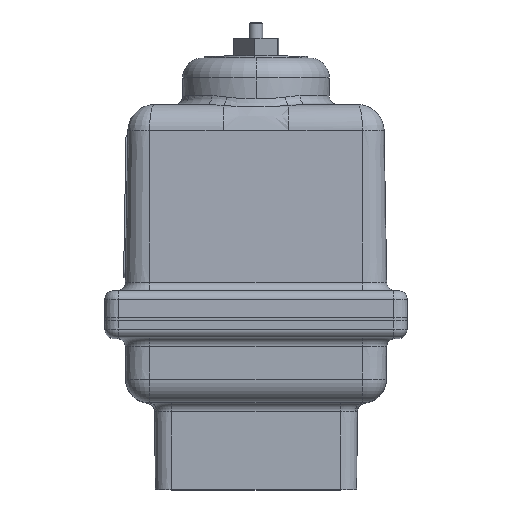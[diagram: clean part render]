
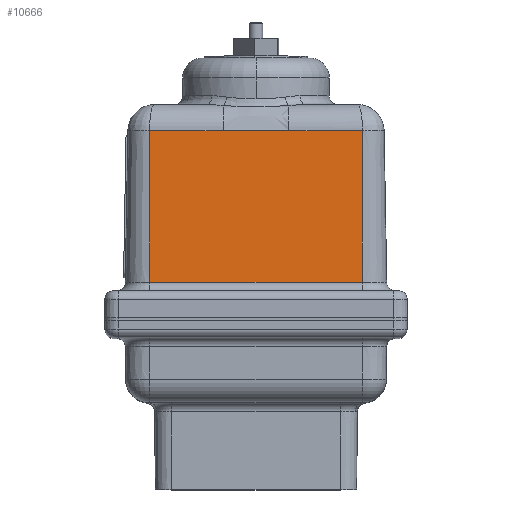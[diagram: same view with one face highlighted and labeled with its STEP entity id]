
A CAD part, top view. The second image highlights one B-rep face of the part: STEP entity #10666.
In plain terms, the highlighted planar face has unit normal (0, 0.018, 1).
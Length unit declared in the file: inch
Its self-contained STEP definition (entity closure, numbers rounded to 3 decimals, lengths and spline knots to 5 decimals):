
#131 = VERTEX_POINT ( 'NONE', #5343 ) ;
#261 = CARTESIAN_POINT ( 'NONE',  ( -1.27378, 3.7314, 3.7771 ) ) ;
#1398 = ORIENTED_EDGE ( 'NONE', *, *, #2028, .T. ) ;
#1423 = ORIENTED_EDGE ( 'NONE', *, *, #21110, .T. ) ;
#1606 = CARTESIAN_POINT ( 'NONE',  ( -2.57902, 1.59176, 3.81445 ) ) ;
#2028 = EDGE_CURVE ( 'NONE', #131, #14908, #14928, .T. ) ;
#2389 = EDGE_LOOP ( 'NONE', ( #3134, #1423, #28402, #1398, #16069, #25959 ) ) ;
#2931 = CARTESIAN_POINT ( 'NONE',  ( 0.41598, 1.59176, 3.81445 ) ) ;
#3134 = ORIENTED_EDGE ( 'NONE', *, *, #32684, .T. ) ;
#3239 = CARTESIAN_POINT ( 'NONE',  ( -0.69661, 3.72048, 3.77729 ) ) ;
#3686 = CARTESIAN_POINT ( 'NONE',  ( -1.46626, 3.72048, 3.77729 ) ) ;
#4601 = VERTEX_POINT ( 'NONE', #2931 ) ;
#5343 = CARTESIAN_POINT ( 'NONE',  ( 0.41598, 3.72048, 3.77729 ) ) ;
#5911 = VECTOR ( 'NONE', #20670, 39.37008 ) ;
#5967 = CARTESIAN_POINT ( 'NONE',  ( -1.08152, 1.46894, 3.81659 ) ) ;
#6842 = LINE ( 'NONE', #30765, #32793 ) ;
#8382 = LINE ( 'NONE', #36886, #16332 ) ;
#9371 = DIRECTION ( 'NONE',  ( 0., -1., 0.017 ) ) ;
#10369 = CARTESIAN_POINT ( 'NONE',  ( -0.88894, 3.73138, 3.7771 ) ) ;
#10491 = DIRECTION ( 'NONE',  ( -1., 0., 0. ) ) ;
#10666 = ADVANCED_FACE ( 'NONE', ( #17753 ), #43025, .T. ) ;
#13774 = CARTESIAN_POINT ( 'NONE',  ( -1.00436, 3.73606, 3.77702 ) ) ;
#14908 = VERTEX_POINT ( 'NONE', #25002 ) ;
#14928 = LINE ( 'NONE', #20762, #5911 ) ;
#15419 = CARTESIAN_POINT ( 'NONE',  ( -1.08152, 1.59176, 3.81445 ) ) ;
#16069 = ORIENTED_EDGE ( 'NONE', *, *, #19815, .T. ) ;
#16332 = VECTOR ( 'NONE', #19970, 39.37008 ) ;
#17051 = VERTEX_POINT ( 'NONE', #1606 ) ;
#17182 = CARTESIAN_POINT ( 'NONE',  ( -1.1198, 3.73684, 3.777 ) ) ;
#17753 = FACE_OUTER_BOUND ( 'NONE', #2389, .T. ) ;
#19815 = EDGE_CURVE ( 'NONE', #14908, #27943, #23427, .T. ) ;
#19970 = DIRECTION ( 'NONE',  ( 0., -1., 0.017 ) ) ;
#20563 = CARTESIAN_POINT ( 'NONE',  ( -1.23528, 3.73335, 3.77707 ) ) ;
#20670 = DIRECTION ( 'NONE',  ( -1., 0., 0. ) ) ;
#20762 = CARTESIAN_POINT ( 'NONE',  ( -2.57902, 3.72048, 3.77729 ) ) ;
#21110 = EDGE_CURVE ( 'NONE', #17051, #4601, #31668, .T. ) ;
#21586 = VECTOR ( 'NONE', #39550, 39.37008 ) ;
#23427 = B_SPLINE_CURVE_WITH_KNOTS ( 'NONE', 3,
 ( #40765, #3239, #30655, #10369, #34058, #13774, #37493, #17182, #40906, #20563, #261, #23968, #3686, #27388 ),
 .UNSPECIFIED., .F., .F.,
 ( 4, 2, 2, 2, 2, 2, 4 ),
 ( 0., 0.00586, 0.0088, 0.01173, 0.01466, 0.01759, 0.02346 ),
 .UNSPECIFIED. ) ;
#23518 = CARTESIAN_POINT ( 'NONE',  ( -2.57902, 3.72048, 3.77729 ) ) ;
#23968 = CARTESIAN_POINT ( 'NONE',  ( -1.38928, 3.72517, 3.77721 ) ) ;
#24640 = EDGE_CURVE ( 'NONE', #131, #4601, #8382, .T. ) ;
#24697 = VERTEX_POINT ( 'NONE', #23518 ) ;
#25002 = CARTESIAN_POINT ( 'NONE',  ( -0.61964, 3.72048, 3.77729 ) ) ;
#25959 = ORIENTED_EDGE ( 'NONE', *, *, #36105, .T. ) ;
#27388 = CARTESIAN_POINT ( 'NONE',  ( -1.54339, 3.72048, 3.77729 ) ) ;
#27943 = VERTEX_POINT ( 'NONE', #32902 ) ;
#28173 = VECTOR ( 'NONE', #38938, 39.37008 ) ;
#28402 = ORIENTED_EDGE ( 'NONE', *, *, #24640, .F. ) ;
#29229 = LINE ( 'NONE', #35526, #28173 ) ;
#29652 = DIRECTION ( 'NONE',  ( 0., 0.017, 1. ) ) ;
#30655 = CARTESIAN_POINT ( 'NONE',  ( -0.77354, 3.72516, 3.77721 ) ) ;
#30765 = CARTESIAN_POINT ( 'NONE',  ( -2.57902, 3.72048, 3.77729 ) ) ;
#31226 = AXIS2_PLACEMENT_3D ( 'NONE', #5967, #29652, #9371 ) ;
#31668 = LINE ( 'NONE', #15419, #21586 ) ;
#32684 = EDGE_CURVE ( 'NONE', #24697, #17051, #29229, .T. ) ;
#32793 = VECTOR ( 'NONE', #10491, 39.37008 ) ;
#32902 = CARTESIAN_POINT ( 'NONE',  ( -1.54339, 3.72048, 3.77729 ) ) ;
#34058 = CARTESIAN_POINT ( 'NONE',  ( -0.92741, 3.73333, 3.77707 ) ) ;
#35526 = CARTESIAN_POINT ( 'NONE',  ( -2.57902, 1.46894, 3.81659 ) ) ;
#36105 = EDGE_CURVE ( 'NONE', #27943, #24697, #6842, .T. ) ;
#36886 = CARTESIAN_POINT ( 'NONE',  ( 0.41598, 1.46894, 3.81659 ) ) ;
#37493 = CARTESIAN_POINT ( 'NONE',  ( -1.04284, 3.73683, 3.777 ) ) ;
#38938 = DIRECTION ( 'NONE',  ( 0., -1., 0.017 ) ) ;
#39550 = DIRECTION ( 'NONE',  ( 1., 0., 0. ) ) ;
#40765 = CARTESIAN_POINT ( 'NONE',  ( -0.61964, 3.72048, 3.77729 ) ) ;
#40906 = CARTESIAN_POINT ( 'NONE',  ( -1.15829, 3.73607, 3.77702 ) ) ;
#43025 = PLANE ( 'NONE',  #31226 ) ;
